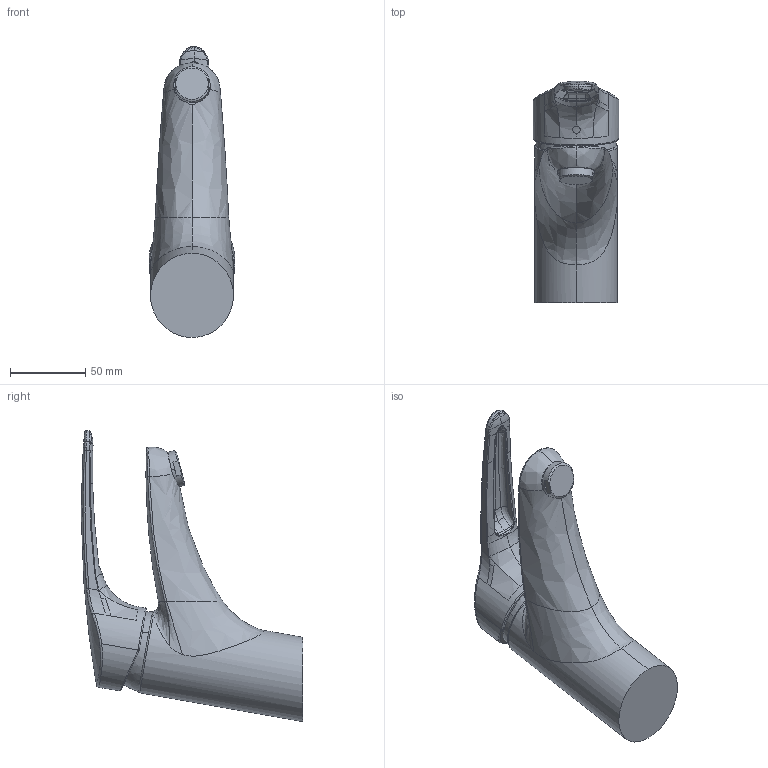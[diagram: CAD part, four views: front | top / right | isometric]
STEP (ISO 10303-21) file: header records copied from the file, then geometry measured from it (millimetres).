
FILE_DESCRIPTION (( 'STEP AP203' ), '1' );
FILE_NAME ('01082186.STEP', '2018-03-05T06:14:37', ( '' ), ( '' ), 'SwSTEP 2.0', 'SolidWorks 2016', '' );
FILE_SCHEMA (( 'CONFIG_CONTROL_DESIGN' ));
Length unit declared in the file: millimetre
Products named in the file (1): 01082186
Bounding box: 57 x 146.9 x 193.03 mm (x, y, z)
Volume: 485682.1 mm3; surface area: 49769.6 mm2
Topology: 1 solids, 1 shells, 175 faces, 417 edges, 247 vertices
Faces by surface type: bspline 143, cylinder 16, plane 12, sphere 2, cone 2
Entity records: 26891 total; most frequent: CARTESIAN_POINT 23995, ORIENTED_EDGE 834, EDGE_CURVE 417, B_SPLINE_CURVE_WITH_KNOTS 362, VERTEX_POINT 247, EDGE_LOOP 178, ADVANCED_FACE 175, FACE_OUTER_BOUND 175
